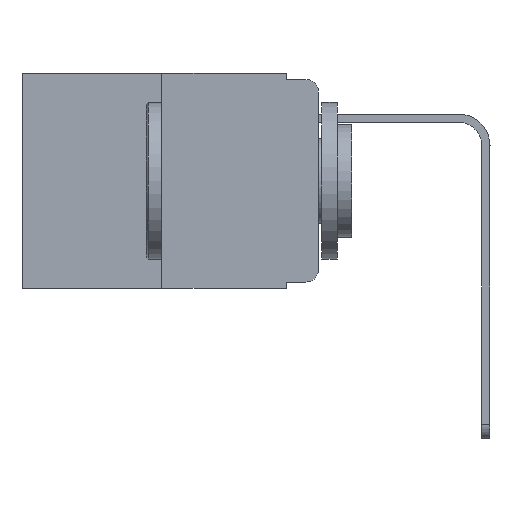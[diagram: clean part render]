
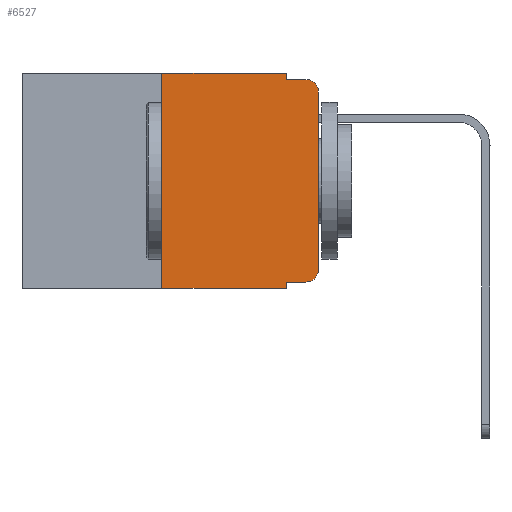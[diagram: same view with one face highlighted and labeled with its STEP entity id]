
A CAD part, left-side view. The second image highlights one B-rep face of the part: STEP entity #6527.
In plain terms, the highlighted planar face has unit normal (-1, 0, 0).
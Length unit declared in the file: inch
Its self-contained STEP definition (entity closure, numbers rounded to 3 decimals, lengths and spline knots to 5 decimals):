
#37 = ORIENTED_EDGE ( 'NONE', *, *, #8618, .T. ) ;
#205 = AXIS2_PLACEMENT_3D ( 'NONE', #4342, #9076, #2068 ) ;
#218 = ORIENTED_EDGE ( 'NONE', *, *, #6782, .T. ) ;
#366 = EDGE_CURVE ( 'NONE', #10320, #6421, #6099, .T. ) ;
#470 = DIRECTION ( 'NONE',  ( 0., 0., 1. ) ) ;
#509 = EDGE_CURVE ( 'NONE', #5380, #6056, #2717, .T. ) ;
#611 = DIRECTION ( 'NONE',  ( 1., 0., 0. ) ) ;
#756 = DIRECTION ( 'NONE',  ( 0., 0., 1. ) ) ;
#870 = ORIENTED_EDGE ( 'NONE', *, *, #9656, .T. ) ;
#975 = CARTESIAN_POINT ( 'NONE',  ( 0., 0.473, -0.343 ) ) ;
#1031 = VERTEX_POINT ( 'NONE', #1296 ) ;
#1141 = CARTESIAN_POINT ( 'NONE',  ( 0., 0.051, 0. ) ) ;
#1230 = DIRECTION ( 'NONE',  ( 0., 0., -1. ) ) ;
#1296 = CARTESIAN_POINT ( 'NONE',  ( 0., 0.051, -0.343 ) ) ;
#1330 = CARTESIAN_POINT ( 'NONE',  ( 0., 0.051, 0. ) ) ;
#1379 = PLANE ( 'NONE',  #2199 ) ;
#1471 = CARTESIAN_POINT ( 'NONE',  ( 0., 0.051, -0.01 ) ) ;
#1613 = EDGE_CURVE ( 'NONE', #6421, #5036, #5534, .T. ) ;
#1644 = ORIENTED_EDGE ( 'NONE', *, *, #1613, .F. ) ;
#1736 = CARTESIAN_POINT ( 'NONE',  ( 0., 0.02, -0.01 ) ) ;
#2068 = DIRECTION ( 'NONE',  ( 0., 0., -1. ) ) ;
#2199 = AXIS2_PLACEMENT_3D ( 'NONE', #9768, #611, #3845 ) ;
#2291 = CARTESIAN_POINT ( 'NONE',  ( 0., 0.25, 0. ) ) ;
#2303 = DIRECTION ( 'NONE',  ( 0., -1., 0. ) ) ;
#2416 = LINE ( 'NONE', #3930, #9159 ) ;
#2458 = LINE ( 'NONE', #10444, #9997 ) ;
#2503 = DIRECTION ( 'NONE',  ( 0., -1., 0. ) ) ;
#2678 = VERTEX_POINT ( 'NONE', #8576 ) ;
#2717 = LINE ( 'NONE', #5616, #8566 ) ;
#2735 = FACE_OUTER_BOUND ( 'NONE', #10383, .T. ) ;
#3083 = VECTOR ( 'NONE', #3866, 39.37008 ) ;
#3142 = ORIENTED_EDGE ( 'NONE', *, *, #7859, .F. ) ;
#3194 = VERTEX_POINT ( 'NONE', #1736 ) ;
#3259 = CARTESIAN_POINT ( 'NONE',  ( 0., 0., -0.03 ) ) ;
#3302 = EDGE_CURVE ( 'NONE', #6056, #3194, #5892, .T. ) ;
#3481 = DIRECTION ( 'NONE',  ( 0., 0., -1. ) ) ;
#3845 = DIRECTION ( 'NONE',  ( 0., 0., -1. ) ) ;
#3866 = DIRECTION ( 'NONE',  ( 0., -1., 0. ) ) ;
#3930 = CARTESIAN_POINT ( 'NONE',  ( 0., 0.051, -0.333 ) ) ;
#3959 = EDGE_CURVE ( 'NONE', #5036, #7180, #10159, .T. ) ;
#4072 = AXIS2_PLACEMENT_3D ( 'NONE', #5957, #4352, #3481 ) ;
#4342 = CARTESIAN_POINT ( 'NONE',  ( 0., 0.02, -0.03 ) ) ;
#4352 = DIRECTION ( 'NONE',  ( -1., 0., 0. ) ) ;
#4842 = CARTESIAN_POINT ( 'NONE',  ( 0., 0.051, -0.01 ) ) ;
#4873 = DIRECTION ( 'NONE',  ( 0., -1., 0. ) ) ;
#4888 = ORIENTED_EDGE ( 'NONE', *, *, #7102, .F. ) ;
#4908 = CIRCLE ( 'NONE', #4072, 0.02 ) ;
#5036 = VERTEX_POINT ( 'NONE', #1141 ) ;
#5101 = CARTESIAN_POINT ( 'NONE',  ( 0., 0.051, -0.333 ) ) ;
#5345 = CARTESIAN_POINT ( 'NONE',  ( 0., 0.25, 0. ) ) ;
#5380 = VERTEX_POINT ( 'NONE', #5763 ) ;
#5400 = DIRECTION ( 'NONE',  ( 0., 0., -1. ) ) ;
#5534 = LINE ( 'NONE', #6344, #3083 ) ;
#5616 = CARTESIAN_POINT ( 'NONE',  ( 0., 0., 0. ) ) ;
#5763 = CARTESIAN_POINT ( 'NONE',  ( 0., 0., -0.313 ) ) ;
#5892 = CIRCLE ( 'NONE', #205, 0.02 ) ;
#5957 = CARTESIAN_POINT ( 'NONE',  ( 0., 0.02, -0.313 ) ) ;
#6056 = VERTEX_POINT ( 'NONE', #3259 ) ;
#6099 = LINE ( 'NONE', #2291, #6356 ) ;
#6216 = LINE ( 'NONE', #4842, #10738 ) ;
#6344 = CARTESIAN_POINT ( 'NONE',  ( 0., 0.473, 0. ) ) ;
#6356 = VECTOR ( 'NONE', #470, 39.37008 ) ;
#6410 = VECTOR ( 'NONE', #5400, 39.37008 ) ;
#6421 = VERTEX_POINT ( 'NONE', #5345 ) ;
#6527 = ADVANCED_FACE ( 'NONE', ( #2735 ), #1379, .F. ) ;
#6782 = EDGE_CURVE ( 'NONE', #10320, #1031, #10520, .T. ) ;
#6827 = ORIENTED_EDGE ( 'NONE', *, *, #3959, .F. ) ;
#7102 = EDGE_CURVE ( 'NONE', #8883, #1031, #2458, .T. ) ;
#7180 = VERTEX_POINT ( 'NONE', #1471 ) ;
#7859 = EDGE_CURVE ( 'NONE', #7180, #3194, #6216, .T. ) ;
#8263 = ORIENTED_EDGE ( 'NONE', *, *, #3302, .T. ) ;
#8323 = VECTOR ( 'NONE', #2503, 39.37008 ) ;
#8566 = VECTOR ( 'NONE', #756, 39.37008 ) ;
#8576 = CARTESIAN_POINT ( 'NONE',  ( 0., 0.02, -0.333 ) ) ;
#8618 = EDGE_CURVE ( 'NONE', #2678, #5380, #4908, .T. ) ;
#8883 = VERTEX_POINT ( 'NONE', #5101 ) ;
#9076 = DIRECTION ( 'NONE',  ( -1., 0., 0. ) ) ;
#9159 = VECTOR ( 'NONE', #4873, 39.37008 ) ;
#9271 = ORIENTED_EDGE ( 'NONE', *, *, #366, .F. ) ;
#9656 = EDGE_CURVE ( 'NONE', #8883, #2678, #2416, .T. ) ;
#9768 = CARTESIAN_POINT ( 'NONE',  ( 0., 0.473, 0. ) ) ;
#9876 = CARTESIAN_POINT ( 'NONE',  ( 0., 0.25, -0.343 ) ) ;
#9997 = VECTOR ( 'NONE', #1230, 39.37008 ) ;
#10074 = ORIENTED_EDGE ( 'NONE', *, *, #509, .T. ) ;
#10159 = LINE ( 'NONE', #1330, #6410 ) ;
#10320 = VERTEX_POINT ( 'NONE', #9876 ) ;
#10383 = EDGE_LOOP ( 'NONE', ( #10074, #8263, #3142, #6827, #1644, #9271, #218, #4888, #870, #37 ) ) ;
#10444 = CARTESIAN_POINT ( 'NONE',  ( 0., 0.051, 0. ) ) ;
#10520 = LINE ( 'NONE', #975, #8323 ) ;
#10738 = VECTOR ( 'NONE', #2303, 39.37008 ) ;
